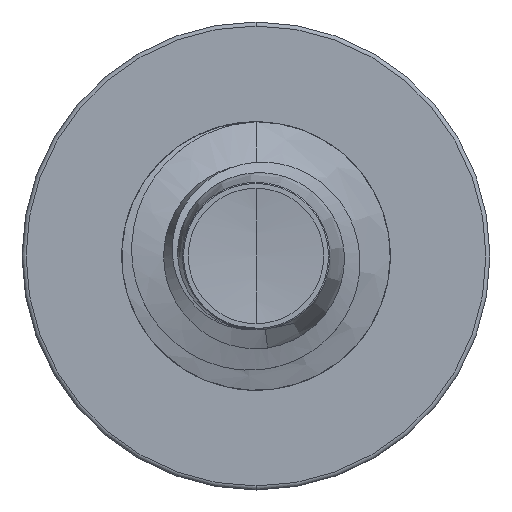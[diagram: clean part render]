
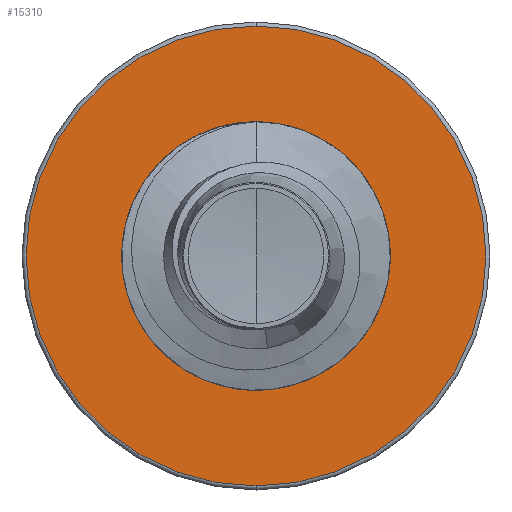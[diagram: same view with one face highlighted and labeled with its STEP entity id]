
A CAD part, front view. The second image highlights one B-rep face of the part: STEP entity #15310.
In plain terms, the highlighted planar face has unit normal (0, -1, 0).
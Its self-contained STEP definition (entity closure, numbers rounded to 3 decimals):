
#1907 = DIRECTION ( 'NONE',  ( 0., 0., 1. ) ) ;
#1911 = DIRECTION ( 'NONE',  ( 0., 1., 0. ) ) ;
#1937 = CARTESIAN_POINT ( 'NONE',  ( 0., 10., 0. ) ) ;
#2101 = CARTESIAN_POINT ( 'NONE',  ( 0., 10., 1.722 ) ) ;
#2543 = DIRECTION ( 'NONE',  ( 0., 0., 1. ) ) ;
#2575 = DIRECTION ( 'NONE',  ( 0., 1., 0. ) ) ;
#2699 = CARTESIAN_POINT ( 'NONE',  ( 0., 10., -1.722 ) ) ;
#2949 = CIRCLE ( 'NONE', #5630, 1.722 ) ;
#3035 = PLANE ( 'NONE',  #7072 ) ;
#3495 = AXIS2_PLACEMENT_3D ( 'NONE', #1937, #1911, #1907 ) ;
#4521 = CARTESIAN_POINT ( 'NONE',  ( 0., 10., -1.722 ) ) ;
#4643 = FACE_BOUND ( 'NONE', #12212, .T. ) ;
#4991 = AXIS2_PLACEMENT_3D ( 'NONE', #12881, #12878, #12859 ) ;
#5630 = AXIS2_PLACEMENT_3D ( 'NONE', #12462, #12445, #12413 ) ;
#5721 = AXIS2_PLACEMENT_3D ( 'NONE', #13614, #17186, #13475 ) ;
#5955 = CIRCLE ( 'NONE', #4991, 2.998 ) ;
#6107 = ORIENTED_EDGE ( 'NONE', *, *, #16044, .F. ) ;
#7072 = AXIS2_PLACEMENT_3D ( 'NONE', #2699, #2575, #2543 ) ;
#8172 = VERTEX_POINT ( 'NONE', #4521 ) ;
#9646 = FACE_OUTER_BOUND ( 'NONE', #16619, .T. ) ;
#9888 = CARTESIAN_POINT ( 'NONE',  ( 0., 10., 2.998 ) ) ;
#12212 = EDGE_LOOP ( 'NONE', ( #14105, #16279 ) ) ;
#12413 = DIRECTION ( 'NONE',  ( 0., 0., 1. ) ) ;
#12445 = DIRECTION ( 'NONE',  ( 0., 1., 0. ) ) ;
#12462 = CARTESIAN_POINT ( 'NONE',  ( 0., 10., 0. ) ) ;
#12859 = DIRECTION ( 'NONE',  ( 0., 0., 1. ) ) ;
#12878 = DIRECTION ( 'NONE',  ( 0., 1., 0. ) ) ;
#12881 = CARTESIAN_POINT ( 'NONE',  ( 0., 10., 0. ) ) ;
#13120 = CARTESIAN_POINT ( 'NONE',  ( 0., 10., -2.997 ) ) ;
#13235 = VERTEX_POINT ( 'NONE', #2101 ) ;
#13475 = DIRECTION ( 'NONE',  ( 0., 0., 1. ) ) ;
#13614 = CARTESIAN_POINT ( 'NONE',  ( 0., 10., 0. ) ) ;
#14105 = ORIENTED_EDGE ( 'NONE', *, *, #15376, .T. ) ;
#15245 = CIRCLE ( 'NONE', #3495, 1.722 ) ;
#15310 = ADVANCED_FACE ( 'NONE', ( #9646, #4643 ), #3035, .F. ) ;
#15376 = EDGE_CURVE ( 'NONE', #13235, #8172, #15245, .T. ) ;
#15389 = CIRCLE ( 'NONE', #5721, 2.998 ) ;
#15777 = EDGE_CURVE ( 'NONE', #17049, #15831, #15389, .T. ) ;
#15831 = VERTEX_POINT ( 'NONE', #13120 ) ;
#15853 = EDGE_CURVE ( 'NONE', #8172, #13235, #2949, .T. ) ;
#16044 = EDGE_CURVE ( 'NONE', #15831, #17049, #5955, .T. ) ;
#16050 = ORIENTED_EDGE ( 'NONE', *, *, #15777, .F. ) ;
#16279 = ORIENTED_EDGE ( 'NONE', *, *, #15853, .T. ) ;
#16619 = EDGE_LOOP ( 'NONE', ( #16050, #6107 ) ) ;
#17049 = VERTEX_POINT ( 'NONE', #9888 ) ;
#17186 = DIRECTION ( 'NONE',  ( 0., 1., 0. ) ) ;
